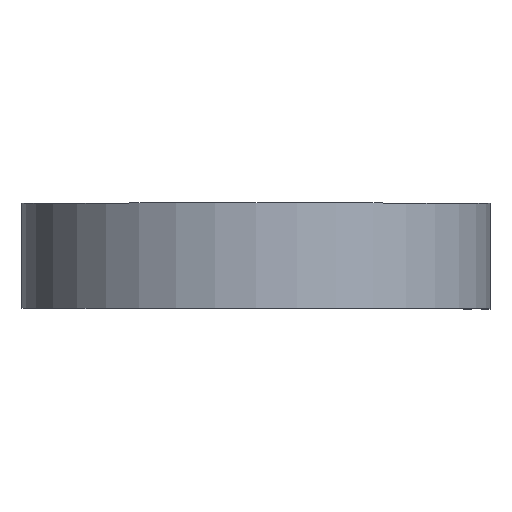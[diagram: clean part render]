
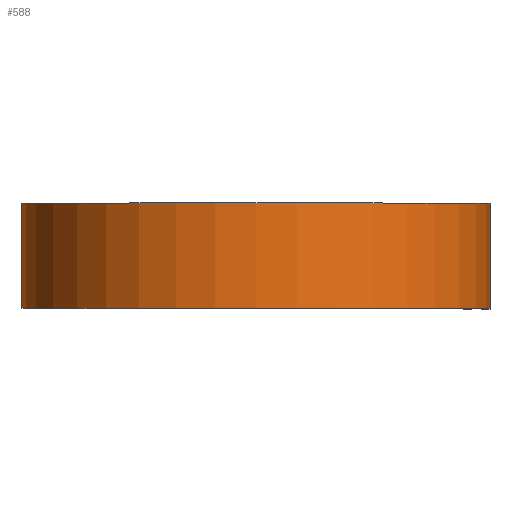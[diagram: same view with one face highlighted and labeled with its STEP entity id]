
A CAD part, top view. The second image highlights one B-rep face of the part: STEP entity #588.
In plain terms, the highlighted cylindrical face has radius 35.344 mm (diameter 70.688 mm), a partial arc.
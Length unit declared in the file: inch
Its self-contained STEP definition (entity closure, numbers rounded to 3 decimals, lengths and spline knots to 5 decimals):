
#4 = EDGE_CURVE ( 'NONE', #68, #585, #641, .T. ) ;
#44 = CARTESIAN_POINT ( 'NONE',  ( 1.3915, 0.3125, 0. ) ) ;
#68 = VERTEX_POINT ( 'NONE', #377 ) ;
#69 = ORIENTED_EDGE ( 'NONE', *, *, #686, .T. ) ;
#165 = CARTESIAN_POINT ( 'NONE',  ( 0., -0.3125, -1.3915 ) ) ;
#253 = CARTESIAN_POINT ( 'NONE',  ( 0., 0.3125, -1.3915 ) ) ;
#288 = CARTESIAN_POINT ( 'NONE',  ( 1.3915, -0.3125, 0. ) ) ;
#295 = ORIENTED_EDGE ( 'NONE', *, *, #4, .F. ) ;
#313 = AXIS2_PLACEMENT_3D ( 'NONE', #529, #477, #348 ) ;
#348 = DIRECTION ( 'NONE',  ( 1., 0., 0. ) ) ;
#377 = CARTESIAN_POINT ( 'NONE',  ( 1.3915, 0.3125, 0. ) ) ;
#384 = VECTOR ( 'NONE', #474, 39.37008 ) ;
#390 = VERTEX_POINT ( 'NONE', #253 ) ;
#405 = LINE ( 'NONE', #579, #384 ) ;
#423 = CIRCLE ( 'NONE', #581, 1.3915 ) ;
#435 = CIRCLE ( 'NONE', #313, 1.3915 ) ;
#441 = AXIS2_PLACEMENT_3D ( 'NONE', #536, #629, #526 ) ;
#461 = CYLINDRICAL_SURFACE ( 'NONE', #441, 1.3915 ) ;
#474 = DIRECTION ( 'NONE',  ( 0., -1., 0. ) ) ;
#477 = DIRECTION ( 'NONE',  ( 0., 1., 0. ) ) ;
#479 = ORIENTED_EDGE ( 'NONE', *, *, #652, .T. ) ;
#480 = DIRECTION ( 'NONE',  ( 1., 0., 0. ) ) ;
#484 = EDGE_LOOP ( 'NONE', ( #479, #295, #607, #69 ) ) ;
#492 = FACE_OUTER_BOUND ( 'NONE', #484, .T. ) ;
#525 = DIRECTION ( 'NONE',  ( 0., 1., 0. ) ) ;
#526 = DIRECTION ( 'NONE',  ( 0., 0., -1. ) ) ;
#529 = CARTESIAN_POINT ( 'NONE',  ( 0., 0.3125, 0. ) ) ;
#534 = CARTESIAN_POINT ( 'NONE',  ( 0., -0.3125, 0. ) ) ;
#536 = CARTESIAN_POINT ( 'NONE',  ( 0., 0.3125, 0. ) ) ;
#579 = CARTESIAN_POINT ( 'NONE',  ( 0., 0.3125, -1.3915 ) ) ;
#581 = AXIS2_PLACEMENT_3D ( 'NONE', #534, #525, #480 ) ;
#585 = VERTEX_POINT ( 'NONE', #288 ) ;
#588 = ADVANCED_FACE ( 'NONE', ( #492 ), #461, .T. ) ;
#598 = VERTEX_POINT ( 'NONE', #165 ) ;
#607 = ORIENTED_EDGE ( 'NONE', *, *, #627, .F. ) ;
#627 = EDGE_CURVE ( 'NONE', #390, #68, #435, .T. ) ;
#629 = DIRECTION ( 'NONE',  ( 0., -1., 0. ) ) ;
#641 = LINE ( 'NONE', #44, #642 ) ;
#642 = VECTOR ( 'NONE', #645, 39.37008 ) ;
#645 = DIRECTION ( 'NONE',  ( 0., -1., 0. ) ) ;
#652 = EDGE_CURVE ( 'NONE', #598, #585, #423, .T. ) ;
#686 = EDGE_CURVE ( 'NONE', #390, #598, #405, .T. ) ;
